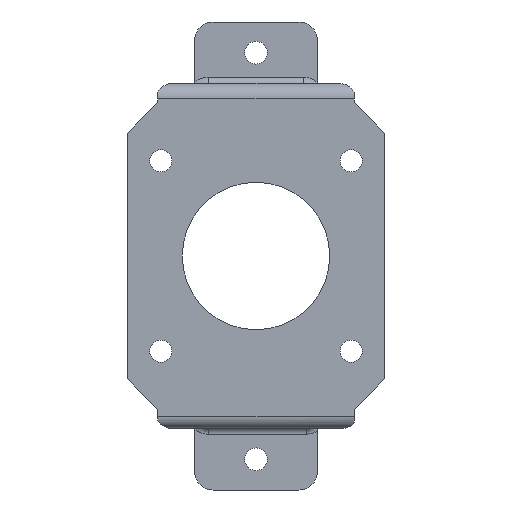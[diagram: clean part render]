
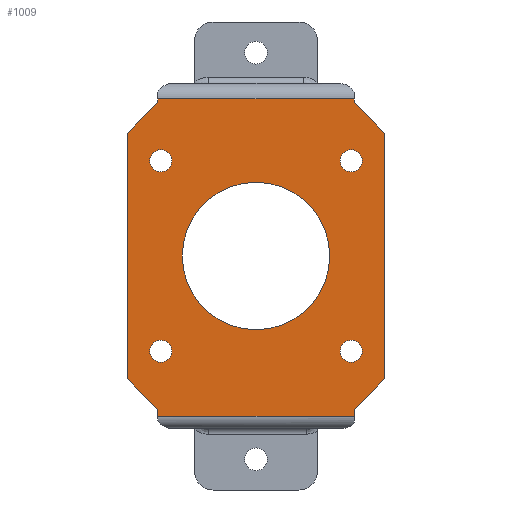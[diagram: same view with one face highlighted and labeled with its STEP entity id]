
A CAD part, left-side view. The second image highlights one B-rep face of the part: STEP entity #1009.
In plain terms, the highlighted planar face has unit normal (-1, 0, 0).
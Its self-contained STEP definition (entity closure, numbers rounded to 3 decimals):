
#19=FACE_BOUND('',#346,.T.);
#20=FACE_BOUND('',#347,.T.);
#21=FACE_BOUND('',#348,.T.);
#22=FACE_BOUND('',#349,.T.);
#23=FACE_BOUND('',#350,.T.);
#42=PLANE('',#1100);
#106=LINE('',#1742,#198);
#109=LINE('',#1753,#201);
#111=LINE('',#1757,#203);
#112=LINE('',#1759,#204);
#113=LINE('',#1761,#205);
#114=LINE('',#1763,#206);
#115=LINE('',#1765,#207);
#116=LINE('',#1767,#208);
#117=LINE('',#1769,#209);
#118=LINE('',#1771,#210);
#119=LINE('',#1773,#211);
#120=LINE('',#1774,#212);
#198=VECTOR('',#1277,10.);
#201=VECTOR('',#1290,10.);
#203=VECTOR('',#1294,10.);
#204=VECTOR('',#1295,1000.);
#205=VECTOR('',#1296,1000.);
#206=VECTOR('',#1297,1000.);
#207=VECTOR('',#1298,10.);
#208=VECTOR('',#1299,10.);
#209=VECTOR('',#1300,10.);
#210=VECTOR('',#1301,10.);
#211=VECTOR('',#1302,10.);
#212=VECTOR('',#1303,10.);
#289=FACE_OUTER_BOUND('',#345,.T.);
#345=EDGE_LOOP('',(#810,#811,#812,#813,#814,#815,#816,#817,#818,#819,#820,
#821));
#346=EDGE_LOOP('',(#822));
#347=EDGE_LOOP('',(#823));
#348=EDGE_LOOP('',(#824));
#349=EDGE_LOOP('',(#825));
#350=EDGE_LOOP('',(#826));
#417=CIRCLE('',#1101,1.8);
#418=CIRCLE('',#1102,1.8);
#419=CIRCLE('',#1103,1.8);
#420=CIRCLE('',#1104,1.8);
#421=CIRCLE('',#1105,12.);
#497=VERTEX_POINT('',#1739);
#498=VERTEX_POINT('',#1741);
#501=VERTEX_POINT('',#1752);
#502=VERTEX_POINT('',#1756);
#503=VERTEX_POINT('',#1758);
#504=VERTEX_POINT('',#1760);
#505=VERTEX_POINT('',#1762);
#506=VERTEX_POINT('',#1764);
#507=VERTEX_POINT('',#1766);
#508=VERTEX_POINT('',#1768);
#509=VERTEX_POINT('',#1770);
#510=VERTEX_POINT('',#1772);
#511=VERTEX_POINT('',#1775);
#512=VERTEX_POINT('',#1777);
#513=VERTEX_POINT('',#1779);
#514=VERTEX_POINT('',#1781);
#515=VERTEX_POINT('',#1783);
#613=EDGE_CURVE('',#497,#498,#106,.T.);
#619=EDGE_CURVE('',#498,#501,#109,.T.);
#621=EDGE_CURVE('',#502,#497,#111,.T.);
#622=EDGE_CURVE('',#502,#503,#112,.T.);
#623=EDGE_CURVE('',#503,#504,#113,.T.);
#624=EDGE_CURVE('',#504,#505,#114,.T.);
#625=EDGE_CURVE('',#505,#506,#115,.T.);
#626=EDGE_CURVE('',#507,#506,#116,.T.);
#627=EDGE_CURVE('',#508,#507,#117,.T.);
#628=EDGE_CURVE('',#508,#509,#118,.T.);
#629=EDGE_CURVE('',#509,#510,#119,.T.);
#630=EDGE_CURVE('',#510,#501,#120,.T.);
#631=EDGE_CURVE('',#511,#511,#417,.T.);
#632=EDGE_CURVE('',#512,#512,#418,.T.);
#633=EDGE_CURVE('',#513,#513,#419,.T.);
#634=EDGE_CURVE('',#514,#514,#420,.T.);
#635=EDGE_CURVE('',#515,#515,#421,.T.);
#810=ORIENTED_EDGE('',*,*,#613,.F.);
#811=ORIENTED_EDGE('',*,*,#621,.F.);
#812=ORIENTED_EDGE('',*,*,#622,.T.);
#813=ORIENTED_EDGE('',*,*,#623,.T.);
#814=ORIENTED_EDGE('',*,*,#624,.T.);
#815=ORIENTED_EDGE('',*,*,#625,.T.);
#816=ORIENTED_EDGE('',*,*,#626,.F.);
#817=ORIENTED_EDGE('',*,*,#627,.F.);
#818=ORIENTED_EDGE('',*,*,#628,.T.);
#819=ORIENTED_EDGE('',*,*,#629,.T.);
#820=ORIENTED_EDGE('',*,*,#630,.T.);
#821=ORIENTED_EDGE('',*,*,#619,.F.);
#822=ORIENTED_EDGE('',*,*,#631,.T.);
#823=ORIENTED_EDGE('',*,*,#632,.T.);
#824=ORIENTED_EDGE('',*,*,#633,.T.);
#825=ORIENTED_EDGE('',*,*,#634,.T.);
#826=ORIENTED_EDGE('',*,*,#635,.T.);
#1009=ADVANCED_FACE('',(#289,#19,#20,#21,#22,#23),#42,.F.);
#1100=AXIS2_PLACEMENT_3D('',#1755,#1292,#1293);
#1101=AXIS2_PLACEMENT_3D('',#1776,#1304,#1305);
#1102=AXIS2_PLACEMENT_3D('',#1778,#1306,#1307);
#1103=AXIS2_PLACEMENT_3D('',#1780,#1308,#1309);
#1104=AXIS2_PLACEMENT_3D('',#1782,#1310,#1311);
#1105=AXIS2_PLACEMENT_3D('',#1784,#1312,#1313);
#1277=DIRECTION('',(0.,-1.,0.));
#1290=DIRECTION('',(0.,0.,-1.));
#1292=DIRECTION('center_axis',(1.,0.,0.));
#1293=DIRECTION('ref_axis',(0.,0.,-1.));
#1294=DIRECTION('',(0.,0.,1.));
#1295=DIRECTION('',(0.,0.707,-0.707));
#1296=DIRECTION('',(0.,0.,-1.));
#1297=DIRECTION('',(0.,-0.707,-0.707));
#1298=DIRECTION('',(0.,0.,-1.));
#1299=DIRECTION('',(0.,1.,0.));
#1300=DIRECTION('',(0.,0.,-1.));
#1301=DIRECTION('',(0.,-0.707,0.707));
#1302=DIRECTION('',(0.,0.,1.));
#1303=DIRECTION('',(0.,0.707,0.707));
#1304=DIRECTION('center_axis',(1.,0.,0.));
#1305=DIRECTION('ref_axis',(0.,0.,-1.));
#1306=DIRECTION('center_axis',(1.,0.,0.));
#1307=DIRECTION('ref_axis',(0.,0.,-1.));
#1308=DIRECTION('center_axis',(1.,0.,0.));
#1309=DIRECTION('ref_axis',(0.,0.,-1.));
#1310=DIRECTION('center_axis',(1.,0.,0.));
#1311=DIRECTION('ref_axis',(0.,0.,-1.));
#1312=DIRECTION('center_axis',(1.,0.,0.));
#1313=DIRECTION('ref_axis',(0.,-1.,0.));
#1739=CARTESIAN_POINT('',(-3.,41.,50.6));
#1741=CARTESIAN_POINT('',(-3.,9.,50.6));
#1742=CARTESIAN_POINT('',(-3.,4.5,50.6));
#1752=CARTESIAN_POINT('',(-3.,9.,50.));
#1753=CARTESIAN_POINT('',(-3.,9.,37.5));
#1755=CARTESIAN_POINT('Origin',(-3.,0.,50.));
#1756=CARTESIAN_POINT('',(-3.,41.,50.));
#1757=CARTESIAN_POINT('',(-3.,41.,39.));
#1758=CARTESIAN_POINT('',(-3.,46.,45.));
#1759=CARTESIAN_POINT('',(-3.,41.,50.));
#1760=CARTESIAN_POINT('',(-3.,46.,5.));
#1761=CARTESIAN_POINT('',(-3.,46.,50.));
#1762=CARTESIAN_POINT('',(-3.,41.,0.));
#1763=CARTESIAN_POINT('',(-3.,46.,5.));
#1764=CARTESIAN_POINT('',(-3.,41.,-1.1));
#1765=CARTESIAN_POINT('',(-3.,41.,-3.));
#1766=CARTESIAN_POINT('',(-3.,9.,-1.1));
#1767=CARTESIAN_POINT('',(-3.,20.5,-1.1));
#1768=CARTESIAN_POINT('',(-3.,9.,0.));
#1769=CARTESIAN_POINT('',(-3.,9.,11.));
#1770=CARTESIAN_POINT('',(-3.,4.,5.));
#1771=CARTESIAN_POINT('',(-3.,-5.75,14.75));
#1772=CARTESIAN_POINT('',(-3.,4.,45.));
#1773=CARTESIAN_POINT('',(-3.,4.,23.5));
#1774=CARTESIAN_POINT('',(-3.,4.25,45.25));
#1775=CARTESIAN_POINT('',(-3.,38.7,40.5));
#1776=CARTESIAN_POINT('Origin',(-3.,40.5,40.5));
#1777=CARTESIAN_POINT('',(-3.,38.7,9.5));
#1778=CARTESIAN_POINT('Origin',(-3.,40.5,9.5));
#1779=CARTESIAN_POINT('',(-3.,7.7,9.5));
#1780=CARTESIAN_POINT('Origin',(-3.,9.5,9.5));
#1781=CARTESIAN_POINT('',(-3.,7.7,40.5));
#1782=CARTESIAN_POINT('Origin',(-3.,9.5,40.5));
#1783=CARTESIAN_POINT('',(-3.,37.,25.));
#1784=CARTESIAN_POINT('Origin',(-3.,25.,25.));
